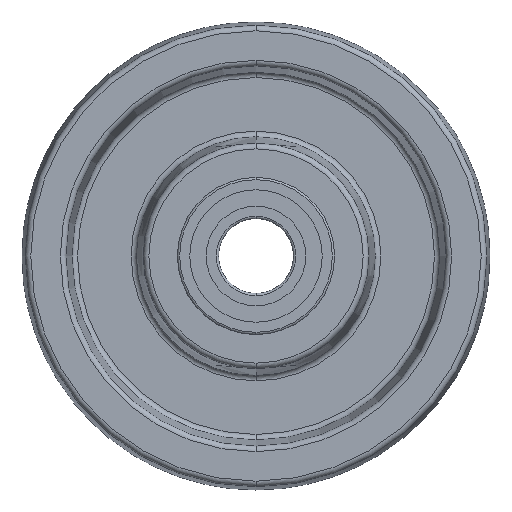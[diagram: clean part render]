
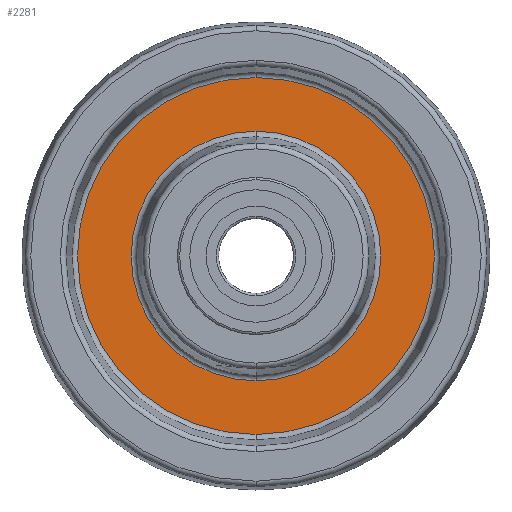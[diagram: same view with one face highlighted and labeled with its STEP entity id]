
A CAD part, left-side view. The second image highlights one B-rep face of the part: STEP entity #2281.
In plain terms, the highlighted planar face has unit normal (-1, 0, 0).
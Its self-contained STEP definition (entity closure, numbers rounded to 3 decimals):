
#61 = CIRCLE ( 'NONE', #2747, 47.699 ) ;
#155 = DIRECTION ( 'NONE',  ( -1., 0., 0. ) ) ;
#481 = DIRECTION ( 'NONE',  ( 0., 0., -1. ) ) ;
#583 = CIRCLE ( 'NONE', #4807, 33.361 ) ;
#647 = CARTESIAN_POINT ( 'NONE',  ( -6., 0., 0. ) ) ;
#708 = DIRECTION ( 'NONE',  ( 0., 0., -1. ) ) ;
#804 = DIRECTION ( 'NONE',  ( 0., 0., -1. ) ) ;
#883 = EDGE_LOOP ( 'NONE', ( #3356, #2938 ) ) ;
#940 = DIRECTION ( 'NONE',  ( 1., 0., 0. ) ) ;
#1019 = CARTESIAN_POINT ( 'NONE',  ( -6., 0., 0. ) ) ;
#1267 = CIRCLE ( 'NONE', #4628, 33.361 ) ;
#1476 = FACE_BOUND ( 'NONE', #883, .T. ) ;
#1617 = EDGE_CURVE ( 'NONE', #2577, #1711, #4709, .T. ) ;
#1711 = VERTEX_POINT ( 'NONE', #3586 ) ;
#1835 = DIRECTION ( 'NONE',  ( 1., 0., 0. ) ) ;
#2281 = ADVANCED_FACE ( 'NONE', ( #1476, #3400 ), #3289, .T. ) ;
#2406 = AXIS2_PLACEMENT_3D ( 'NONE', #3915, #5751, #804 ) ;
#2536 = CARTESIAN_POINT ( 'NONE',  ( -6., 0., -47.699 ) ) ;
#2577 = VERTEX_POINT ( 'NONE', #2536 ) ;
#2747 = AXIS2_PLACEMENT_3D ( 'NONE', #4008, #940, #3332 ) ;
#2938 = ORIENTED_EDGE ( 'NONE', *, *, #5587, .F. ) ;
#3037 = ORIENTED_EDGE ( 'NONE', *, *, #1617, .F. ) ;
#3198 = EDGE_CURVE ( 'NONE', #1711, #2577, #61, .T. ) ;
#3267 = CARTESIAN_POINT ( 'NONE',  ( -6., 0., 0. ) ) ;
#3283 = ORIENTED_EDGE ( 'NONE', *, *, #3198, .F. ) ;
#3289 = PLANE ( 'NONE',  #2406 ) ;
#3332 = DIRECTION ( 'NONE',  ( 0., 0., -1. ) ) ;
#3356 = ORIENTED_EDGE ( 'NONE', *, *, #5261, .F. ) ;
#3400 = FACE_OUTER_BOUND ( 'NONE', #5634, .T. ) ;
#3586 = CARTESIAN_POINT ( 'NONE',  ( -6., 0., 47.699 ) ) ;
#3673 = CARTESIAN_POINT ( 'NONE',  ( -6., 0., 33.361 ) ) ;
#3915 = CARTESIAN_POINT ( 'NONE',  ( -6., 49., 0. ) ) ;
#4008 = CARTESIAN_POINT ( 'NONE',  ( -6., 0., 0. ) ) ;
#4439 = CARTESIAN_POINT ( 'NONE',  ( -6., 0., -33.361 ) ) ;
#4628 = AXIS2_PLACEMENT_3D ( 'NONE', #3267, #5641, #5178 ) ;
#4709 = CIRCLE ( 'NONE', #5067, 47.699 ) ;
#4807 = AXIS2_PLACEMENT_3D ( 'NONE', #647, #155, #708 ) ;
#5067 = AXIS2_PLACEMENT_3D ( 'NONE', #1019, #1835, #481 ) ;
#5178 = DIRECTION ( 'NONE',  ( 0., 0., -1. ) ) ;
#5261 = EDGE_CURVE ( 'NONE', #5391, #5829, #583, .T. ) ;
#5391 = VERTEX_POINT ( 'NONE', #4439 ) ;
#5587 = EDGE_CURVE ( 'NONE', #5829, #5391, #1267, .T. ) ;
#5634 = EDGE_LOOP ( 'NONE', ( #3037, #3283 ) ) ;
#5641 = DIRECTION ( 'NONE',  ( -1., 0., 0. ) ) ;
#5751 = DIRECTION ( 'NONE',  ( -1., 0., 0. ) ) ;
#5829 = VERTEX_POINT ( 'NONE', #3673 ) ;
